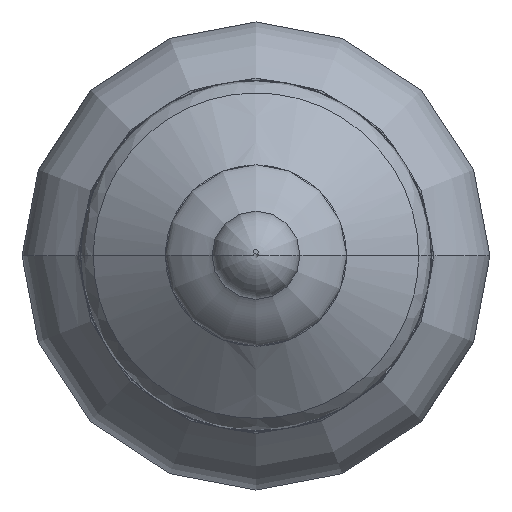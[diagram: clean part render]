
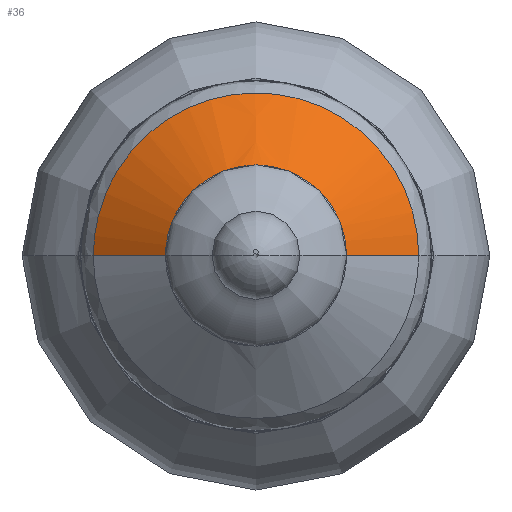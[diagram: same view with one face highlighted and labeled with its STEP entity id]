
A CAD part, top view. The second image highlights one B-rep face of the part: STEP entity #36.
In plain terms, the highlighted free-form (B-spline) face has degree [2, 3] with [5, 4] control points.
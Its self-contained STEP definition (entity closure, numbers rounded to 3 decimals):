
#36=ADVANCED_FACE('',(#56),#234,.T.);
#56=FACE_OUTER_BOUND('',#76,.T.);
#76=EDGE_LOOP('',(#127,#128,#129,#130));
#127=ORIENTED_EDGE('',*,*,#181,.T.);
#128=ORIENTED_EDGE('',*,*,#172,.T.);
#129=ORIENTED_EDGE('',*,*,#183,.F.);
#130=ORIENTED_EDGE('',*,*,#182,.F.);
#172=EDGE_CURVE('',#208,#207,#261,.T.);
#181=EDGE_CURVE('',#211,#208,#270,.T.);
#182=EDGE_CURVE('',#211,#212,#271,.T.);
#183=EDGE_CURVE('',#212,#207,#272,.T.);
#207=VERTEX_POINT('',#2875);
#208=VERTEX_POINT('',#2876);
#211=VERTEX_POINT('',#2879);
#212=VERTEX_POINT('',#2880);
#234=(
BOUNDED_SURFACE()
B_SPLINE_SURFACE(2,3,((#2741,#2742,#2743,#2744),(#2745,#2746,#2747,#2748),
(#2749,#2750,#2751,#2752),(#2753,#2754,#2755,#2756),(#2757,#2758,#2759,
#2760)),.UNSPECIFIED.,.F.,.F.,.F.)
B_SPLINE_SURFACE_WITH_KNOTS((3,2,3),(4,4),(154.26,231.391,
308.521),(167.477,226.133),.UNSPECIFIED.)
GEOMETRIC_REPRESENTATION_ITEM()
RATIONAL_B_SPLINE_SURFACE(((1.,1.,1.,1.),(0.707,0.707,
0.707,0.707),(1.,1.,1.,1.),(0.707,0.707,
0.707,0.707),(1.,1.,1.,1.)))
REPRESENTATION_ITEM('')
SURFACE()
);
#261=(
BOUNDED_CURVE()
B_SPLINE_CURVE(3,(#3101,#3102,#3103,#3104),.UNSPECIFIED.,.F.,.F.)
B_SPLINE_CURVE_WITH_KNOTS((4,4),(167.477,226.133),
 .UNSPECIFIED.)
CURVE()
GEOMETRIC_REPRESENTATION_ITEM()
RATIONAL_B_SPLINE_CURVE((1.,1.,1.,1.))
REPRESENTATION_ITEM('')
);
#270=(
BOUNDED_CURVE()
B_SPLINE_CURVE(2,(#3327,#3328,#3329,#3330,#3331),.UNSPECIFIED.,.F.,.F.)
B_SPLINE_CURVE_WITH_KNOTS((3,2,3),(154.26,231.391,308.521),
 .UNSPECIFIED.)
CURVE()
GEOMETRIC_REPRESENTATION_ITEM()
RATIONAL_B_SPLINE_CURVE((1.,0.707,1.,0.707,1.))
REPRESENTATION_ITEM('')
);
#271=(
BOUNDED_CURVE()
B_SPLINE_CURVE(3,(#3332,#3333,#3334,#3335),.UNSPECIFIED.,.F.,.F.)
B_SPLINE_CURVE_WITH_KNOTS((4,4),(167.477,226.133),
 .UNSPECIFIED.)
CURVE()
GEOMETRIC_REPRESENTATION_ITEM()
RATIONAL_B_SPLINE_CURVE((1.,1.,1.,1.))
REPRESENTATION_ITEM('')
);
#272=(
BOUNDED_CURVE()
B_SPLINE_CURVE(2,(#3336,#3337,#3338,#3339,#3340),.UNSPECIFIED.,.F.,.F.)
B_SPLINE_CURVE_WITH_KNOTS((3,2,3),(154.26,231.391,308.521),
 .UNSPECIFIED.)
CURVE()
GEOMETRIC_REPRESENTATION_ITEM()
RATIONAL_B_SPLINE_CURVE((1.,0.707,1.,0.707,1.))
REPRESENTATION_ITEM('')
);
#2741=CARTESIAN_POINT('',(36.286,0.,739.821));
#2742=CARTESIAN_POINT('',(45.939,0.,732.317));
#2743=CARTESIAN_POINT('',(55.577,0.,724.824));
#2744=CARTESIAN_POINT('',(65.216,0.,717.331));
#2745=CARTESIAN_POINT('',(36.286,36.286,739.821));
#2746=CARTESIAN_POINT('',(45.939,45.939,732.317));
#2747=CARTESIAN_POINT('',(55.577,55.577,724.824));
#2748=CARTESIAN_POINT('',(65.216,65.216,717.331));
#2749=CARTESIAN_POINT('',(0.,36.286,739.821));
#2750=CARTESIAN_POINT('',(0.,45.939,732.317));
#2751=CARTESIAN_POINT('',(0.,55.577,724.824));
#2752=CARTESIAN_POINT('',(0.,65.216,717.331));
#2753=CARTESIAN_POINT('',(-36.286,36.286,739.821));
#2754=CARTESIAN_POINT('',(-45.939,45.939,732.317));
#2755=CARTESIAN_POINT('',(-55.577,55.577,724.824));
#2756=CARTESIAN_POINT('',(-65.216,65.216,717.331));
#2757=CARTESIAN_POINT('',(-36.286,0.,739.821));
#2758=CARTESIAN_POINT('',(-45.939,0.,732.317));
#2759=CARTESIAN_POINT('',(-55.577,0.,724.824));
#2760=CARTESIAN_POINT('',(-65.216,0.,717.331));
#2875=CARTESIAN_POINT('',(-65.216,0.,717.331));
#2876=CARTESIAN_POINT('',(-36.286,0.,739.821));
#2879=CARTESIAN_POINT('',(36.286,0.,739.821));
#2880=CARTESIAN_POINT('',(65.216,0.,717.331));
#3101=CARTESIAN_POINT('',(-36.286,0.,739.821));
#3102=CARTESIAN_POINT('',(-45.939,0.,732.317));
#3103=CARTESIAN_POINT('',(-55.577,0.,724.824));
#3104=CARTESIAN_POINT('',(-65.216,0.,717.331));
#3327=CARTESIAN_POINT('',(36.286,0.,739.821));
#3328=CARTESIAN_POINT('',(36.286,36.286,739.821));
#3329=CARTESIAN_POINT('',(0.,36.286,739.821));
#3330=CARTESIAN_POINT('',(-36.286,36.286,739.821));
#3331=CARTESIAN_POINT('',(-36.286,0.,739.821));
#3332=CARTESIAN_POINT('',(36.286,0.,739.821));
#3333=CARTESIAN_POINT('',(45.939,0.,732.317));
#3334=CARTESIAN_POINT('',(55.577,0.,724.824));
#3335=CARTESIAN_POINT('',(65.216,0.,717.331));
#3336=CARTESIAN_POINT('',(65.216,0.,717.331));
#3337=CARTESIAN_POINT('',(65.216,65.216,717.331));
#3338=CARTESIAN_POINT('',(0.,65.216,717.331));
#3339=CARTESIAN_POINT('',(-65.216,65.216,717.331));
#3340=CARTESIAN_POINT('',(-65.216,0.,717.331));
